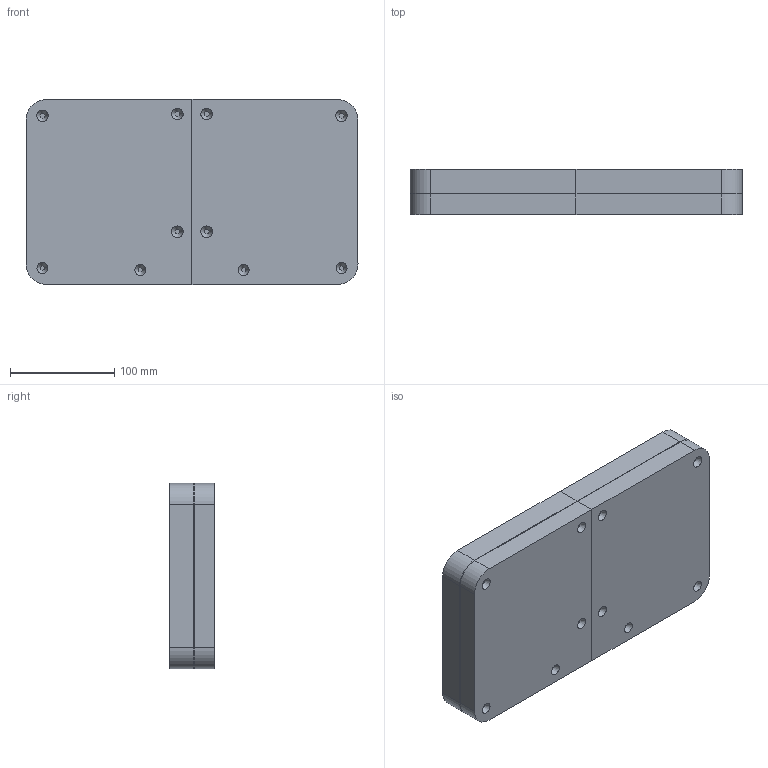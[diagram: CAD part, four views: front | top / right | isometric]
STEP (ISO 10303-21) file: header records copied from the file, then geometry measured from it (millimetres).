
FILE_DESCRIPTION(/* description */ (''),/* implementation_level */ '2;1');
FILE_NAME(/* name */ 'buttonboxxnofillet.step',/* time_stamp */ '2023-10-29T11:42:58+10:00',/* author */ (''),/* organization */ (''),/* preprocessor_version */ 'ST-DEVELOPER v20',/* originating_system */ 'Autodesk Translation Framework v12.14.0.127',/* authorisation */ '');
FILE_SCHEMA (('AUTOMOTIVE_DESIGN { 1 0 10303 214 3 1 1 }'));
Length unit declared in the file: millimetre
Products named in the file (1): bestbox
Bounding box: 317.76 x 43 x 177.29 mm (x, y, z)
Volume: 703269.9 mm3; surface area: 312380.8 mm2
Topology: 4 solids, 4 shells, 369 faces, 1041 edges, 690 vertices
Faces by surface type: cylinder 185, plane 174, cone 10
Full cylindrical faces by diameter (mm): 4.5 x8, 5 x12, 25 x22, 31 x1
Entity records: 12236 total; most frequent: CARTESIAN_POINT 2161, DIRECTION 2155, ORIENTED_EDGE 2082, EDGE_CURVE 1041, AXIS2_PLACEMENT_3D 752, VERTEX_POINT 690, LINE 651, VECTOR 651
